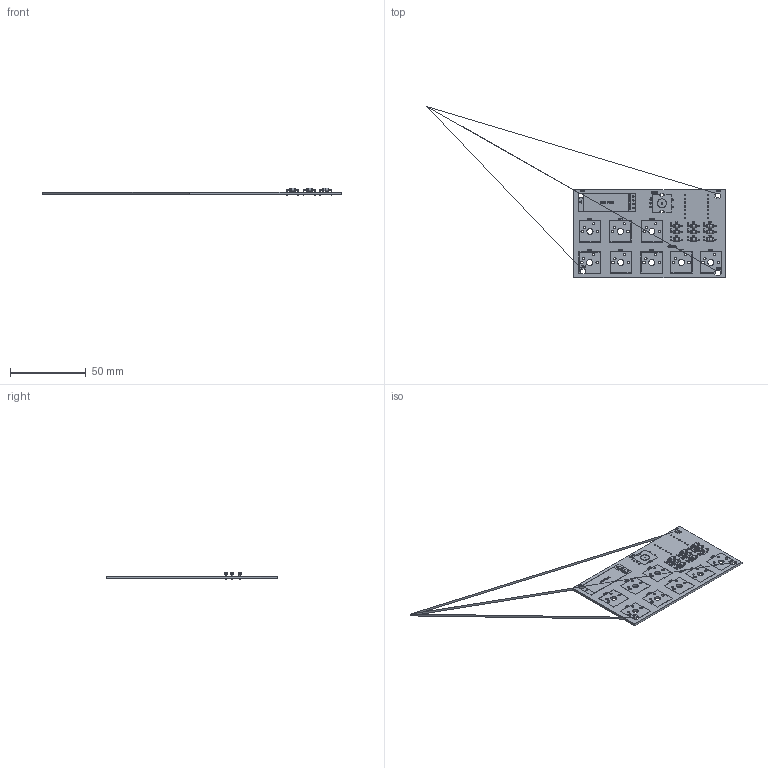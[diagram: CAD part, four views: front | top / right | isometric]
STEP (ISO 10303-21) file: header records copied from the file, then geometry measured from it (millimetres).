
FILE_DESCRIPTION(('KiCad electronic assembly'),'2;1');
FILE_NAME('Bluprints.step','2026-02-12T13:22:18',('Pcbnew'),('Kicad'), 'Open CASCADE STEP processor 7.8','KiCad to STEP converter','Unknown' );
FILE_SCHEMA(('AUTOMOTIVE_DESIGN { 1 0 10303 214 1 1 1 1 }'));
Length unit declared in the file: millimetre
Products named in the file (5): Bluprints 1; D_DO-35_SOD27_P7.62mm_Horizontal; Bluprints_silkscreen; Bluprints_PCB
Assembly tree (12 placements, depth 2):
  Bluprints 1
    D_DO-35_SOD27_P7.62mm_Horizontal  x9
    Bluprints_silkscreen
    Bluprints_silkscreen
    Bluprints_PCB
Bounding box: 197 x 113 x 5.01 mm (x, y, z)
Volume: 137 mm3; surface area: 13903.3 mm2
Topology: 18 solids, 167 shells, 486 faces, 3625 edges, 3336 vertices
Faces by surface type: plane 311, cylinder 139, torus 36
Full cylindrical faces by diameter (mm): 0.5 x27, 0.8 x18, 0.889 x14, 1 x9, 1.5 x16, 1.7 x15, 2 x18, 2.02 x9, 4 x7
Entity records: 33735 total; most frequent: CARTESIAN_POINT 7028, DIRECTION 5026, ORIENTED_EDGE 4030, EDGE_CURVE 3433, VERTEX_POINT 3224, LINE 2582, VECTOR 2582, AXIS2_PLACEMENT_3D 1222
